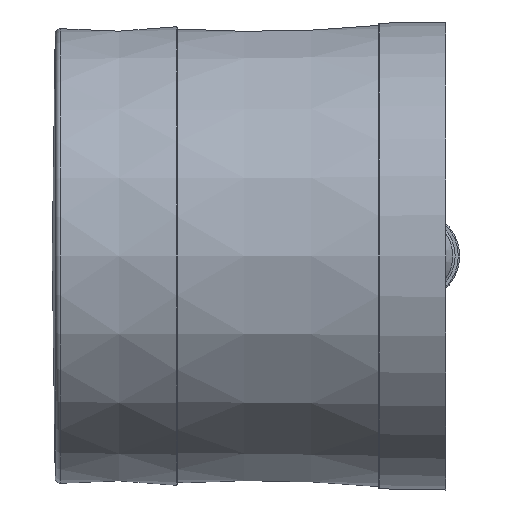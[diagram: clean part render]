
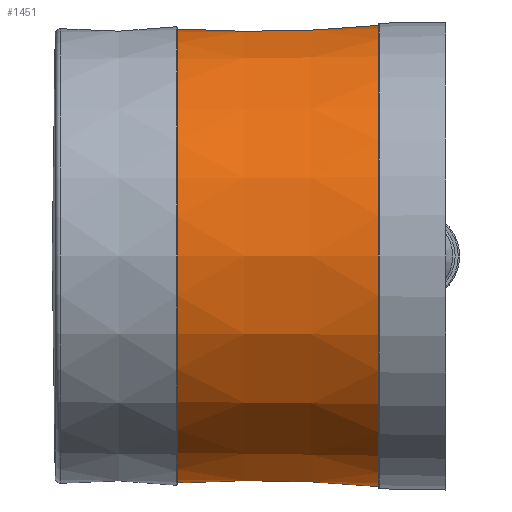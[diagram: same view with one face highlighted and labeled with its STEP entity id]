
A CAD part, left-side view. The second image highlights one B-rep face of the part: STEP entity #1451.
In plain terms, the highlighted conical face has half-angle 1.025 degrees and reference radius 50.082 mm.
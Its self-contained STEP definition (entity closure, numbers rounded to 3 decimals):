
#1451 = ADVANCED_FACE ( 'NONE', ( #7747, #3020 ), #6498, .T. ) ;
#1613 = VERTEX_POINT ( 'NONE', #9827 ) ;
#1993 = CARTESIAN_POINT ( 'NONE',  ( 0., 59.31, 0. ) ) ;
#2316 = EDGE_LOOP ( 'NONE', ( #4988 ) ) ;
#2752 = DIRECTION ( 'NONE',  ( 0., -1., 0. ) ) ;
#3020 = FACE_BOUND ( 'NONE', #2316, .T. ) ;
#3539 = EDGE_LOOP ( 'NONE', ( #5072 ) ) ;
#3903 = CARTESIAN_POINT ( 'NONE',  ( 0., 14.86, 0. ) ) ;
#4166 = EDGE_CURVE ( 'NONE', #6462, #6462, #8146, .T. ) ;
#4622 = DIRECTION ( 'NONE',  ( -1., 0., 0. ) ) ;
#4988 = ORIENTED_EDGE ( 'NONE', *, *, #6927, .F. ) ;
#5072 = ORIENTED_EDGE ( 'NONE', *, *, #4166, .T. ) ;
#5159 = AXIS2_PLACEMENT_3D ( 'NONE', #1993, #9072, #4622 ) ;
#5431 = DIRECTION ( 'NONE',  ( 1., 0., 0. ) ) ;
#6462 = VERTEX_POINT ( 'NONE', #7137 ) ;
#6463 = DIRECTION ( 'NONE',  ( 0., 1., 0. ) ) ;
#6498 = CONICAL_SURFACE ( 'NONE', #10557, 50.082, 0.018 ) ;
#6927 = EDGE_CURVE ( 'NONE', #1613, #1613, #9946, .T. ) ;
#7137 = CARTESIAN_POINT ( 'NONE',  ( -50.877, 14.86, 0. ) ) ;
#7747 = FACE_OUTER_BOUND ( 'NONE', #3539, .T. ) ;
#8146 = CIRCLE ( 'NONE', #11234, 50.877 ) ;
#8946 = CARTESIAN_POINT ( 'NONE',  ( 0., 59.31, 0. ) ) ;
#9072 = DIRECTION ( 'NONE',  ( 0., 1., 0. ) ) ;
#9827 = CARTESIAN_POINT ( 'NONE',  ( -50.082, 59.31, 0. ) ) ;
#9946 = CIRCLE ( 'NONE', #5159, 50.082 ) ;
#10557 = AXIS2_PLACEMENT_3D ( 'NONE', #8946, #2752, #5431 ) ;
#11009 = DIRECTION ( 'NONE',  ( -1., 0., 0. ) ) ;
#11234 = AXIS2_PLACEMENT_3D ( 'NONE', #3903, #6463, #11009 ) ;
